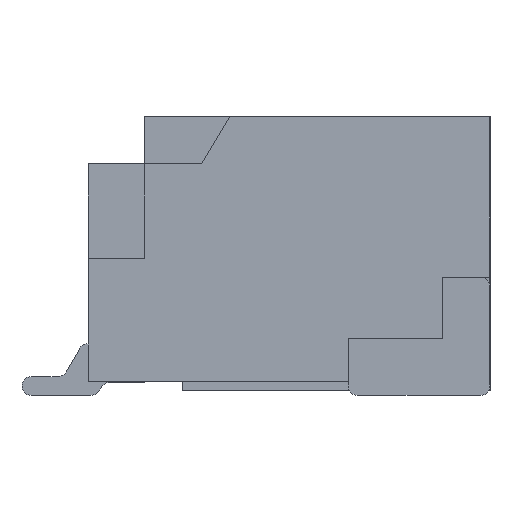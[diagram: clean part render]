
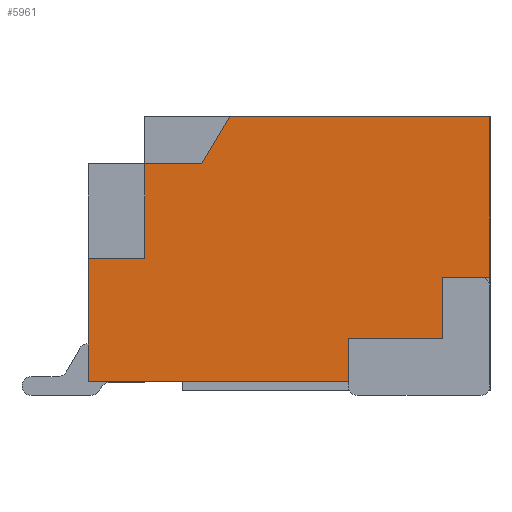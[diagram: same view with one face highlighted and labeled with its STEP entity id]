
A CAD part, left-side view. The second image highlights one B-rep face of the part: STEP entity #5961.
In plain terms, the highlighted planar face has unit normal (-1, 0, 0).
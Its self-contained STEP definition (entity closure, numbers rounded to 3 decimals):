
#5961=ADVANCED_FACE('',(#13150),#13152,.T.);
#13150=FACE_BOUND('',#13151,.T.);
#13151=EDGE_LOOP('',(#19059,#19060,#19061,#19062,#19063,#19064,#19065,#19066,#19067,
#19068,#19069,#19070));
#13152=PLANE('',#13153);
#13153=AXIS2_PLACEMENT_3D('',#13154,#13155,#13156);
#13154=CARTESIAN_POINT('',(-1.5,0.,0.));
#13155=DIRECTION('',(-1.,0.,0.));
#13156=DIRECTION('',(0.,0.,1.));
#19059=ORIENTED_EDGE('',*,*,#22885,.T.);
#19060=ORIENTED_EDGE('',*,*,#22886,.T.);
#19061=ORIENTED_EDGE('',*,*,#22887,.T.);
#19062=ORIENTED_EDGE('',*,*,#22722,.T.);
#19063=ORIENTED_EDGE('',*,*,#22888,.T.);
#19064=ORIENTED_EDGE('',*,*,#22889,.T.);
#19065=ORIENTED_EDGE('',*,*,#22890,.T.);
#19066=ORIENTED_EDGE('',*,*,#22891,.T.);
#19067=ORIENTED_EDGE('',*,*,#22698,.T.);
#19068=ORIENTED_EDGE('',*,*,#22884,.T.);
#19069=ORIENTED_EDGE('',*,*,#22892,.T.);
#19070=ORIENTED_EDGE('',*,*,#22893,.T.);
#22698=EDGE_CURVE('',#26650,#26648,#26651,.T.);
#22722=EDGE_CURVE('',#26697,#26695,#26698,.T.);
#22884=EDGE_CURVE('',#26648,#27009,#27011,.T.);
#22885=EDGE_CURVE('',#27012,#27013,#27014,.F.);
#22886=EDGE_CURVE('',#27013,#27015,#27016,.F.);
#22887=EDGE_CURVE('',#27015,#26697,#27017,.T.);
#22888=EDGE_CURVE('',#26695,#27018,#27019,.F.);
#22889=EDGE_CURVE('',#27018,#27020,#27021,.F.);
#22890=EDGE_CURVE('',#27020,#27022,#27023,.F.);
#22891=EDGE_CURVE('',#27022,#26650,#27024,.F.);
#22892=EDGE_CURVE('',#27009,#27025,#27026,.F.);
#22893=EDGE_CURVE('',#27025,#27012,#27027,.F.);
#26648=VERTEX_POINT('',#35104);
#26650=VERTEX_POINT('',#35108);
#26651=LINE('',#35109,#35110);
#26695=VERTEX_POINT('',#35199);
#26697=VERTEX_POINT('',#35203);
#26698=LINE('',#35204,#35205);
#27009=VERTEX_POINT('',#35837);
#27011=LINE('',#35841,#35842);
#27012=VERTEX_POINT('',#35844);
#27013=VERTEX_POINT('',#35845);
#27014=LINE('',#35846,#35847);
#27015=VERTEX_POINT('',#35849);
#27016=LINE('',#35850,#35851);
#27017=LINE('',#35853,#35854);
#27018=VERTEX_POINT('',#35856);
#27019=LINE('',#35857,#35858);
#27020=VERTEX_POINT('',#35860);
#27021=LINE('',#35861,#35862);
#27022=VERTEX_POINT('',#35864);
#27023=LINE('',#35865,#35866);
#27024=LINE('',#35868,#35869);
#27025=VERTEX_POINT('',#35871);
#27026=LINE('',#35872,#35873);
#27027=LINE('',#35875,#35876);
#35104=CARTESIAN_POINT('',(-1.5,-4.25,2.9));
#35108=CARTESIAN_POINT('',(-1.5,-4.25,1.2));
#35109=CARTESIAN_POINT('',(-1.5,-4.25,1.2));
#35110=VECTOR('',#35111,1.);
#35111=DIRECTION('',(0.,0.,1.));
#35199=CARTESIAN_POINT('',(-1.5,-2.75,0.1));
#35203=CARTESIAN_POINT('',(-1.5,0.,0.1));
#35204=CARTESIAN_POINT('',(-1.5,0.,0.1));
#35205=VECTOR('',#35206,1.);
#35206=DIRECTION('',(0.,-1.,0.));
#35837=CARTESIAN_POINT('',(-1.5,-1.5,2.9));
#35841=CARTESIAN_POINT('',(-1.5,-4.25,2.9));
#35842=VECTOR('',#35843,1.);
#35843=DIRECTION('',(0.,1.,0.));
#35844=CARTESIAN_POINT('',(-1.5,-0.6,2.4));
#35845=CARTESIAN_POINT('',(-1.5,-0.6,1.4));
#35846=CARTESIAN_POINT('',(-1.5,-0.6,1.4));
#35847=VECTOR('',#35848,1.);
#35848=DIRECTION('',(0.,0.,1.));
#35849=CARTESIAN_POINT('',(-1.5,0.,1.4));
#35850=CARTESIAN_POINT('',(-1.5,0.,1.4));
#35851=VECTOR('',#35852,1.);
#35852=DIRECTION('',(0.,-1.,0.));
#35853=CARTESIAN_POINT('',(-1.5,0.,1.4));
#35854=VECTOR('',#35855,1.);
#35855=DIRECTION('',(0.,0.,-1.));
#35856=CARTESIAN_POINT('',(-1.5,-2.75,0.55));
#35857=CARTESIAN_POINT('',(-1.5,-2.75,0.55));
#35858=VECTOR('',#35859,1.);
#35859=DIRECTION('',(0.,0.,-1.));
#35860=CARTESIAN_POINT('',(-1.5,-3.75,0.55));
#35861=CARTESIAN_POINT('',(-1.5,-3.75,0.55));
#35862=VECTOR('',#35863,1.);
#35863=DIRECTION('',(0.,1.,0.));
#35864=CARTESIAN_POINT('',(-1.5,-3.75,1.2));
#35865=CARTESIAN_POINT('',(-1.5,-3.75,1.2));
#35866=VECTOR('',#35867,1.);
#35867=DIRECTION('',(0.,0.,-1.));
#35868=CARTESIAN_POINT('',(-1.5,-4.25,1.2));
#35869=VECTOR('',#35870,1.);
#35870=DIRECTION('',(0.,1.,0.));
#35871=CARTESIAN_POINT('',(-1.5,-1.2,2.4));
#35872=CARTESIAN_POINT('',(-1.5,-1.2,2.4));
#35873=VECTOR('',#35874,1.);
#35874=DIRECTION('',(0.,-0.514,0.857));
#35875=CARTESIAN_POINT('',(-1.5,-0.6,2.4));
#35876=VECTOR('',#35877,1.);
#35877=DIRECTION('',(0.,-1.,0.));
